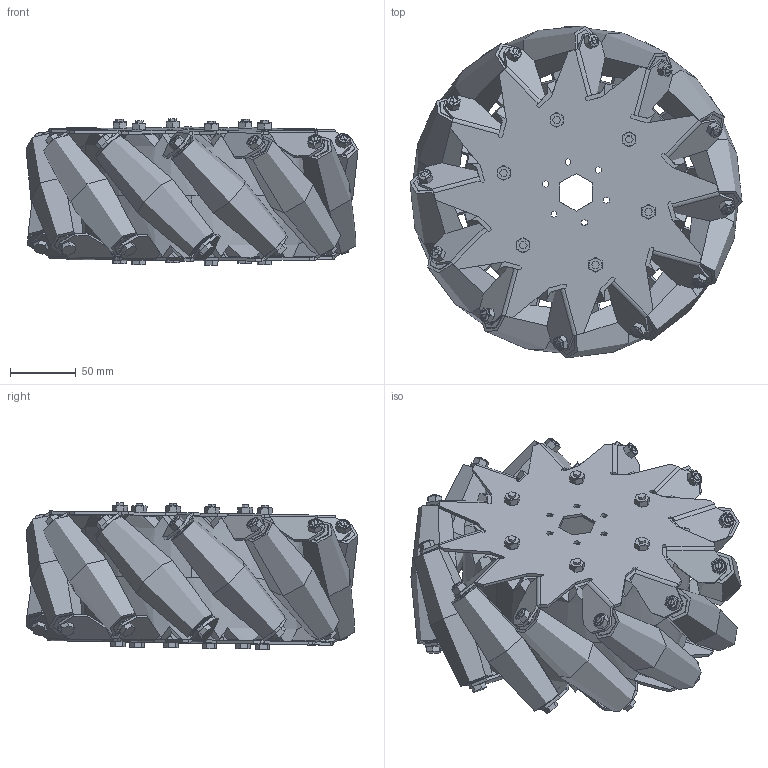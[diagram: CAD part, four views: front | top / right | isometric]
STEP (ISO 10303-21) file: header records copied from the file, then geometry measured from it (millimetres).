
FILE_DESCRIPTION (( 'STEP AP214' ), '1' );
FILE_NAME ('am-0445 Steel 10IN Left Mecanum Wheel.STEP', '2017-01-26T15:38:22', ( '' ), ( '' ), 'SwSTEP 2.0', 'SolidWorks 2017', '' );
FILE_SCHEMA (( 'AUTOMOTIVE_DESIGN' ));
Length unit declared in the file: inch
Products named in the file (101): m6x120mm; 1012RollerRev3; RollerSkinv2; NylonCore2; B18.2.4.1M - Hex nut, Style 1,  M6 x 1 --D-C; M6 Nylock; 10_mec_axle; B18.2.4.1M - Hex nut, Style 1,  M6 x 1 --D-C_B18.2.4.1M - Hex nut, Style 1,  M6 x 1 --D-C; m6x110mm; 10 Steel inside right plate; 10 Steel outside right plate; 10 Mec Spacer; am-0445 Steel 10IN Left Mecanum Wheel
Assembly tree (91 placements, depth 3):
  m6x120mm
  B18.2.4.1M - Hex nut, Style 1,  M6 x 1 --D-C
  M6 Nylock
  10_mec_axle
  10_mec_axle
Bounding box: 252.56 x 252.53 x 111.74 mm (x, y, z)
Volume: 1744268.4 mm3; surface area: 951803.4 mm2
Topology: 88 solids, 88 shells, 4170 faces, 9767 edges, 5868 vertices
Faces by surface type: plane 1352, cylinder 1164, bspline 728, cone 642, sphere 148, torus 136
Entity records: 62925 total; most frequent: CARTESIAN_POINT 22121, ORIENTED_EDGE 8412, DIRECTION 7784, EDGE_CURVE 4206, AXIS2_PLACEMENT_3D 2850, VERTEX_POINT 2549, VECTOR 2084, LINE 2084
